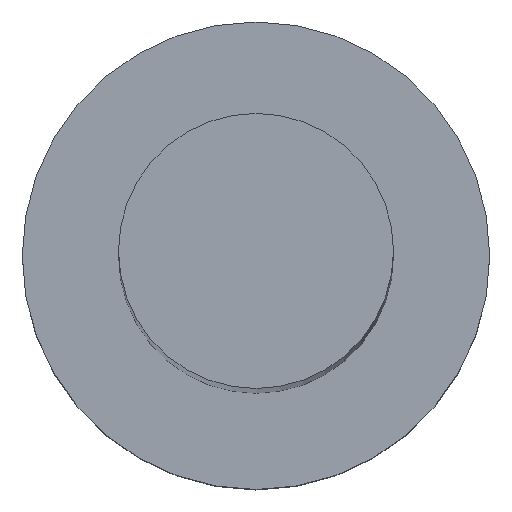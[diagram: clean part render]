
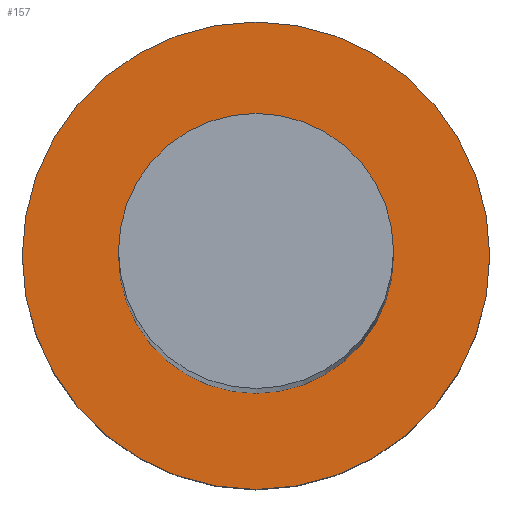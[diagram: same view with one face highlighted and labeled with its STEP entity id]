
A CAD part, top view. The second image highlights one B-rep face of the part: STEP entity #157.
In plain terms, the highlighted planar face has unit normal (0, 0, 1).
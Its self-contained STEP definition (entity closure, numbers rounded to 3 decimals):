
#4 = CIRCLE ( 'NONE', #442, 2.5 ) ;
#5 = CARTESIAN_POINT ( 'NONE',  ( 0., 0., 5. ) ) ;
#39 = ORIENTED_EDGE ( 'NONE', *, *, #149, .T. ) ;
#47 = DIRECTION ( 'NONE',  ( 1., 0., 0. ) ) ;
#49 = EDGE_CURVE ( 'NONE', #79, #429, #153, .T. ) ;
#70 = EDGE_CURVE ( 'NONE', #392, #359, #96, .T. ) ;
#79 = VERTEX_POINT ( 'NONE', #439 ) ;
#96 = CIRCLE ( 'NONE', #226, 2.5 ) ;
#103 = CARTESIAN_POINT ( 'NONE',  ( 0., 0., 5. ) ) ;
#116 = AXIS2_PLACEMENT_3D ( 'NONE', #235, #347, #275 ) ;
#126 = FACE_OUTER_BOUND ( 'NONE', #298, .T. ) ;
#140 = CARTESIAN_POINT ( 'NONE',  ( 2.5, 0., 5. ) ) ;
#149 = EDGE_CURVE ( 'NONE', #429, #79, #320, .T. ) ;
#153 = CIRCLE ( 'NONE', #341, 4.25 ) ;
#157 = ADVANCED_FACE ( 'NONE', ( #409, #126 ), #207, .T. ) ;
#207 = PLANE ( 'NONE',  #412 ) ;
#226 = AXIS2_PLACEMENT_3D ( 'NONE', #5, #434, #296 ) ;
#235 = CARTESIAN_POINT ( 'NONE',  ( 0., 0., 5. ) ) ;
#250 = CARTESIAN_POINT ( 'NONE',  ( 4.25, 0., 5. ) ) ;
#275 = DIRECTION ( 'NONE',  ( 1., 0., 0. ) ) ;
#285 = DIRECTION ( 'NONE',  ( 1., 0., 0. ) ) ;
#292 = EDGE_CURVE ( 'NONE', #359, #392, #4, .T. ) ;
#296 = DIRECTION ( 'NONE',  ( 1., 0., 0. ) ) ;
#298 = EDGE_LOOP ( 'NONE', ( #401, #39 ) ) ;
#308 = CARTESIAN_POINT ( 'NONE',  ( 0., 0., 5. ) ) ;
#315 = DIRECTION ( 'NONE',  ( 0., 0., 1. ) ) ;
#320 = CIRCLE ( 'NONE', #116, 4.25 ) ;
#341 = AXIS2_PLACEMENT_3D ( 'NONE', #371, #363, #47 ) ;
#347 = DIRECTION ( 'NONE',  ( 0., 0., 1. ) ) ;
#354 = DIRECTION ( 'NONE',  ( 0., 0., 1. ) ) ;
#356 = CARTESIAN_POINT ( 'NONE',  ( -2.5, 0., 5. ) ) ;
#359 = VERTEX_POINT ( 'NONE', #356 ) ;
#363 = DIRECTION ( 'NONE',  ( 0., 0., 1. ) ) ;
#371 = CARTESIAN_POINT ( 'NONE',  ( 0., 0., 5. ) ) ;
#373 = DIRECTION ( 'NONE',  ( 1., 0., 0. ) ) ;
#386 = EDGE_LOOP ( 'NONE', ( #456, #451 ) ) ;
#392 = VERTEX_POINT ( 'NONE', #140 ) ;
#401 = ORIENTED_EDGE ( 'NONE', *, *, #49, .T. ) ;
#409 = FACE_BOUND ( 'NONE', #386, .T. ) ;
#412 = AXIS2_PLACEMENT_3D ( 'NONE', #308, #315, #373 ) ;
#429 = VERTEX_POINT ( 'NONE', #250 ) ;
#434 = DIRECTION ( 'NONE',  ( 0., 0., 1. ) ) ;
#439 = CARTESIAN_POINT ( 'NONE',  ( -4.25, 0., 5. ) ) ;
#442 = AXIS2_PLACEMENT_3D ( 'NONE', #103, #354, #285 ) ;
#451 = ORIENTED_EDGE ( 'NONE', *, *, #70, .F. ) ;
#456 = ORIENTED_EDGE ( 'NONE', *, *, #292, .F. ) ;
